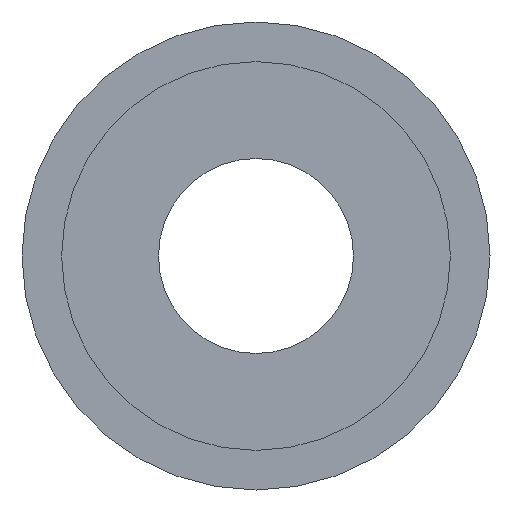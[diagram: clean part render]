
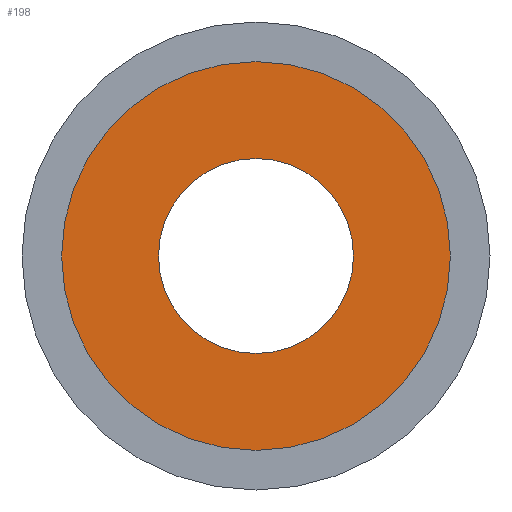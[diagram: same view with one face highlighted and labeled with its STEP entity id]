
A CAD part, front view. The second image highlights one B-rep face of the part: STEP entity #198.
In plain terms, the highlighted planar face has unit normal (0, -1, 0).
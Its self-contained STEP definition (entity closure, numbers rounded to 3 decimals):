
#12 = CIRCLE ( 'NONE', #725, 12.5 ) ;
#16 = DIRECTION ( 'NONE',  ( 0., 0., -1. ) ) ;
#29 = CARTESIAN_POINT ( 'NONE',  ( 0., -14., 0. ) ) ;
#65 = CIRCLE ( 'NONE', #1269, 12.5 ) ;
#68 = AXIS2_PLACEMENT_3D ( 'NONE', #29, #556, #255 ) ;
#198 = ADVANCED_FACE ( 'NONE', ( #864, #673 ), #360, .T. ) ;
#233 = DIRECTION ( 'NONE',  ( 0., 1., 0. ) ) ;
#255 = DIRECTION ( 'NONE',  ( 0., 0., -1. ) ) ;
#284 = CIRCLE ( 'NONE', #1079, 24.925 ) ;
#293 = CARTESIAN_POINT ( 'NONE',  ( 0., -14., 0. ) ) ;
#330 = ORIENTED_EDGE ( 'NONE', *, *, #798, .T. ) ;
#347 = EDGE_LOOP ( 'NONE', ( #330, #1217 ) ) ;
#350 = DIRECTION ( 'NONE',  ( 0., 0., 1. ) ) ;
#360 = PLANE ( 'NONE',  #68 ) ;
#422 = CARTESIAN_POINT ( 'NONE',  ( 0., -14., 24.925 ) ) ;
#455 = AXIS2_PLACEMENT_3D ( 'NONE', #843, #724, #16 ) ;
#475 = CARTESIAN_POINT ( 'NONE',  ( 0., -14., 12.5 ) ) ;
#556 = DIRECTION ( 'NONE',  ( 0., -1., 0. ) ) ;
#571 = CARTESIAN_POINT ( 'NONE',  ( 0., -14., -24.925 ) ) ;
#639 = EDGE_CURVE ( 'NONE', #805, #900, #12, .T. ) ;
#673 = FACE_OUTER_BOUND ( 'NONE', #347, .T. ) ;
#676 = DIRECTION ( 'NONE',  ( 0., 0., -1. ) ) ;
#724 = DIRECTION ( 'NONE',  ( 0., -1., 0. ) ) ;
#725 = AXIS2_PLACEMENT_3D ( 'NONE', #743, #1027, #819 ) ;
#743 = CARTESIAN_POINT ( 'NONE',  ( 0., -14., 0. ) ) ;
#798 = EDGE_CURVE ( 'NONE', #1155, #1096, #284, .T. ) ;
#803 = DIRECTION ( 'NONE',  ( 0., -1., 0. ) ) ;
#805 = VERTEX_POINT ( 'NONE', #475 ) ;
#819 = DIRECTION ( 'NONE',  ( 0., 0., 1. ) ) ;
#843 = CARTESIAN_POINT ( 'NONE',  ( 0., -14., 0. ) ) ;
#864 = FACE_BOUND ( 'NONE', #943, .T. ) ;
#900 = VERTEX_POINT ( 'NONE', #1145 ) ;
#943 = EDGE_LOOP ( 'NONE', ( #1284, #1279 ) ) ;
#1027 = DIRECTION ( 'NONE',  ( 0., 1., 0. ) ) ;
#1039 = CIRCLE ( 'NONE', #455, 24.925 ) ;
#1079 = AXIS2_PLACEMENT_3D ( 'NONE', #293, #803, #676 ) ;
#1096 = VERTEX_POINT ( 'NONE', #571 ) ;
#1112 = EDGE_CURVE ( 'NONE', #900, #805, #65, .T. ) ;
#1137 = EDGE_CURVE ( 'NONE', #1096, #1155, #1039, .T. ) ;
#1145 = CARTESIAN_POINT ( 'NONE',  ( 0., -14., -12.5 ) ) ;
#1150 = CARTESIAN_POINT ( 'NONE',  ( 0., -14., 0. ) ) ;
#1155 = VERTEX_POINT ( 'NONE', #422 ) ;
#1217 = ORIENTED_EDGE ( 'NONE', *, *, #1137, .T. ) ;
#1269 = AXIS2_PLACEMENT_3D ( 'NONE', #1150, #233, #350 ) ;
#1279 = ORIENTED_EDGE ( 'NONE', *, *, #1112, .T. ) ;
#1284 = ORIENTED_EDGE ( 'NONE', *, *, #639, .T. ) ;
